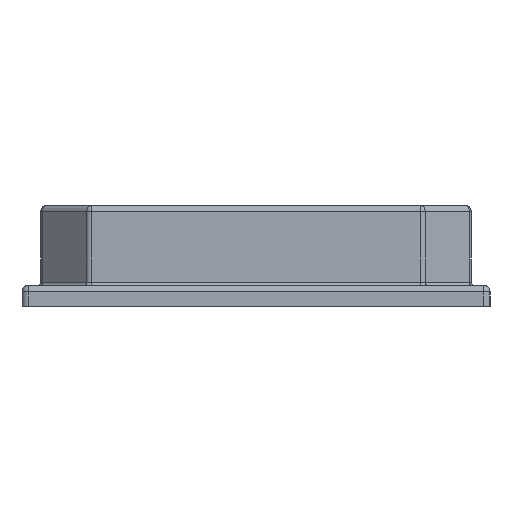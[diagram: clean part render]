
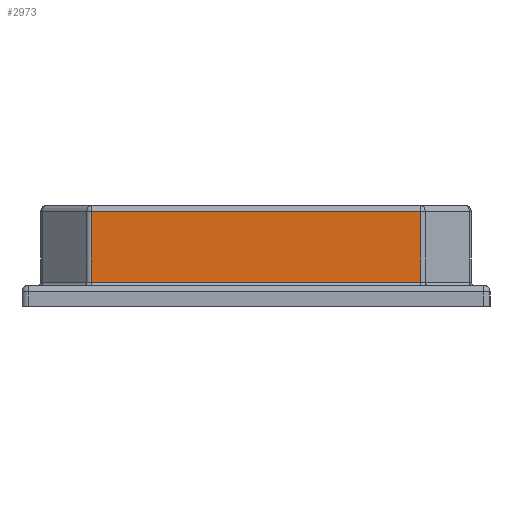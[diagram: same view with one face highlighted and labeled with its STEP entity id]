
A CAD part, left-side view. The second image highlights one B-rep face of the part: STEP entity #2973.
In plain terms, the highlighted planar face has unit normal (-1, 0, 0).
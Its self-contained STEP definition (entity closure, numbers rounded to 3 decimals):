
#2801=PLANE('',#10840);
#2973=ADVANCED_FACE('76|3480626332',(#3244),#2801,.T.);
#3244=FACE_OUTER_BOUND('',#7445,.T.);
#4252=ORIENTED_EDGE('',*,*,#5588,.T.);
#4253=ORIENTED_EDGE('',*,*,#5489,.F.);
#4254=ORIENTED_EDGE('',*,*,#5589,.F.);
#4255=ORIENTED_EDGE('',*,*,#5590,.F.);
#5489=EDGE_CURVE('253',#7156,#7157,#6506,.T.);
#5588=EDGE_CURVE('352',#7182,#7157,#6585,.T.);
#5589=EDGE_CURVE('353',#7183,#7156,#6586,.T.);
#5590=EDGE_CURVE('354',#7182,#7183,#6587,.T.);
#6025=VECTOR('',#11390,156.669);
#6104=VECTOR('',#11383,33.528);
#6105=VECTOR('',#11383,33.528);
#6106=VECTOR('',#11393,156.669);
#6506=LINE('',#9674,#6025);
#6585=LINE('',#9713,#6104);
#6586=LINE('',#9712,#6105);
#6587=LINE('',#9713,#6106);
#7156=VERTEX_POINT('249',#9674);
#7157=VERTEX_POINT('250',#9675);
#7182=VERTEX_POINT('275',#9713);
#7183=VERTEX_POINT('276',#9712);
#7445=EDGE_LOOP('',(#4252,#4253,#4254,#4255));
#9674=CARTESIAN_POINT('',(-146.018,78.335,45.212));
#9675=CARTESIAN_POINT('',(-146.018,-78.335,45.212));
#9712=CARTESIAN_POINT('',(-146.018,78.335,11.684));
#9713=CARTESIAN_POINT('',(-146.018,-78.335,11.684));
#10840=AXIS2_PLACEMENT_3D('',#9712,#11395,#11390);
#11383=DIRECTION('',(0.,0.,1.));
#11390=DIRECTION('',(0.,-1.,0.));
#11393=DIRECTION('',(0.,1.,0.));
#11395=DIRECTION('',(-1.,0.,0.));
